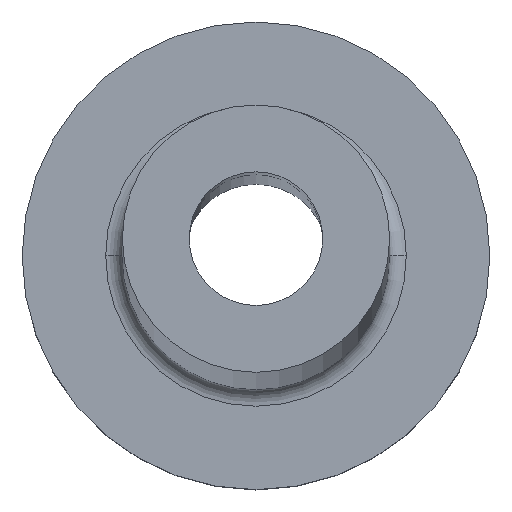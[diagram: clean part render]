
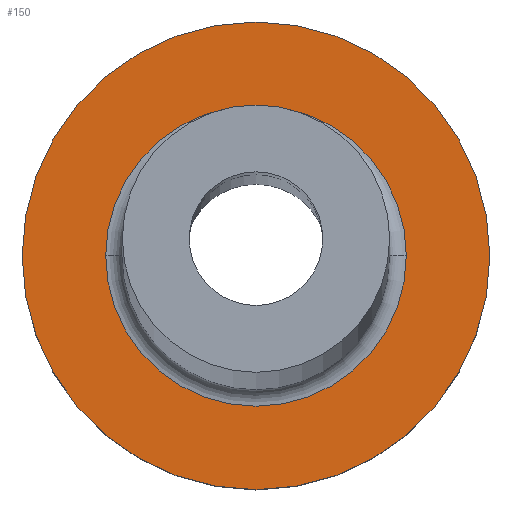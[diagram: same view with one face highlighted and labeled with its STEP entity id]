
A CAD part, top view. The second image highlights one B-rep face of the part: STEP entity #150.
In plain terms, the highlighted planar face has unit normal (0, 0, 1).
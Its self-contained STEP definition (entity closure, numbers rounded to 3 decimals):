
#1 = DIRECTION ( 'NONE',  ( 0., 0., 1. ) ) ;
#29 = ORIENTED_EDGE ( 'NONE', *, *, #126, .T. ) ;
#35 = DIRECTION ( 'NONE',  ( 1., 0., 0. ) ) ;
#64 = EDGE_LOOP ( 'NONE', ( #414, #344 ) ) ;
#69 = AXIS2_PLACEMENT_3D ( 'NONE', #176, #1, #109 ) ;
#82 = AXIS2_PLACEMENT_3D ( 'NONE', #290, #155, #184 ) ;
#84 = CARTESIAN_POINT ( 'NONE',  ( -7., 0., 5. ) ) ;
#93 = CIRCLE ( 'NONE', #82, 4.5 ) ;
#94 = CARTESIAN_POINT ( 'NONE',  ( 0., 0., 5. ) ) ;
#104 = VERTEX_POINT ( 'NONE', #180 ) ;
#109 = DIRECTION ( 'NONE',  ( 1., 0., 0. ) ) ;
#113 = AXIS2_PLACEMENT_3D ( 'NONE', #94, #444, #221 ) ;
#114 = CARTESIAN_POINT ( 'NONE',  ( 0., 0., 5. ) ) ;
#116 = EDGE_CURVE ( 'NONE', #104, #233, #147, .T. ) ;
#126 = EDGE_CURVE ( 'NONE', #233, #104, #461, .T. ) ;
#129 = DIRECTION ( 'NONE',  ( 0., 0., -1. ) ) ;
#147 = CIRCLE ( 'NONE', #420, 7. ) ;
#150 = ADVANCED_FACE ( 'NONE', ( #217, #254 ), #369, .T. ) ;
#155 = DIRECTION ( 'NONE',  ( 0., 0., -1. ) ) ;
#170 = EDGE_CURVE ( 'NONE', #375, #407, #93, .T. ) ;
#171 = CIRCLE ( 'NONE', #302, 4.5 ) ;
#176 = CARTESIAN_POINT ( 'NONE',  ( 0., 0., 5. ) ) ;
#180 = CARTESIAN_POINT ( 'NONE',  ( 7., 0., 5. ) ) ;
#184 = DIRECTION ( 'NONE',  ( 1., 0., 0. ) ) ;
#210 = DIRECTION ( 'NONE',  ( 0., 0., 1. ) ) ;
#217 = FACE_BOUND ( 'NONE', #64, .T. ) ;
#221 = DIRECTION ( 'NONE',  ( 1., 0., 0. ) ) ;
#232 = CARTESIAN_POINT ( 'NONE',  ( -4.5, 0., 5. ) ) ;
#233 = VERTEX_POINT ( 'NONE', #84 ) ;
#241 = CARTESIAN_POINT ( 'NONE',  ( 4.5, 0., 5. ) ) ;
#254 = FACE_OUTER_BOUND ( 'NONE', #277, .T. ) ;
#264 = ORIENTED_EDGE ( 'NONE', *, *, #116, .T. ) ;
#277 = EDGE_LOOP ( 'NONE', ( #29, #264 ) ) ;
#290 = CARTESIAN_POINT ( 'NONE',  ( 0., 0., 5. ) ) ;
#302 = AXIS2_PLACEMENT_3D ( 'NONE', #379, #129, #377 ) ;
#344 = ORIENTED_EDGE ( 'NONE', *, *, #170, .T. ) ;
#369 = PLANE ( 'NONE',  #113 ) ;
#375 = VERTEX_POINT ( 'NONE', #232 ) ;
#377 = DIRECTION ( 'NONE',  ( 1., 0., 0. ) ) ;
#379 = CARTESIAN_POINT ( 'NONE',  ( 0., 0., 5. ) ) ;
#387 = EDGE_CURVE ( 'NONE', #407, #375, #171, .T. ) ;
#407 = VERTEX_POINT ( 'NONE', #241 ) ;
#414 = ORIENTED_EDGE ( 'NONE', *, *, #387, .T. ) ;
#420 = AXIS2_PLACEMENT_3D ( 'NONE', #114, #210, #35 ) ;
#444 = DIRECTION ( 'NONE',  ( 0., 0., 1. ) ) ;
#461 = CIRCLE ( 'NONE', #69, 7. ) ;
